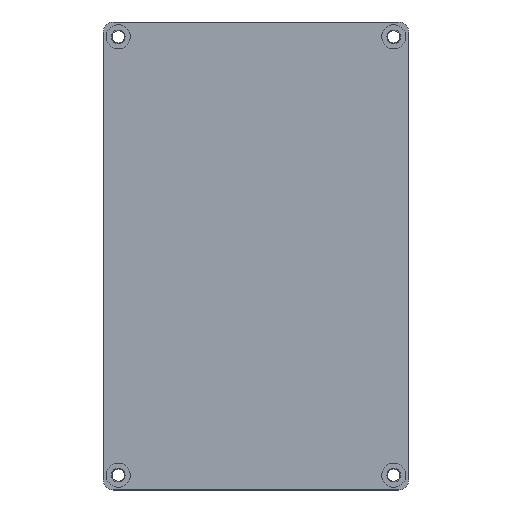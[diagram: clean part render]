
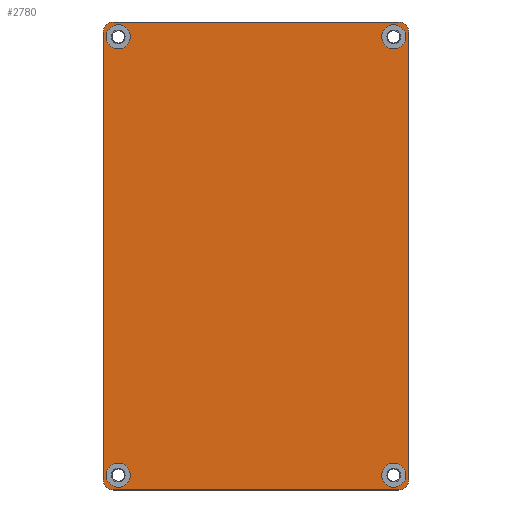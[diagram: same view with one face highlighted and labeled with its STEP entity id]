
A CAD part, front view. The second image highlights one B-rep face of the part: STEP entity #2780.
In plain terms, the highlighted planar face has unit normal (0, -1, 0).
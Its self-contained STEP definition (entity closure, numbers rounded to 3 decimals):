
#39=FACE_BOUND('',#461,.T.);
#40=FACE_BOUND('',#462,.T.);
#41=FACE_BOUND('',#463,.T.);
#42=FACE_BOUND('',#464,.T.);
#82=CIRCLE('',#2949,2.5);
#90=CIRCLE('',#2960,2.5);
#91=CIRCLE('',#2962,2.5);
#92=CIRCLE('',#2965,2.5);
#94=CIRCLE('',#2973,3.);
#96=CIRCLE('',#2976,3.);
#98=CIRCLE('',#2979,3.);
#100=CIRCLE('',#2982,3.);
#309=FACE_OUTER_BOUND('',#460,.T.);
#460=EDGE_LOOP('',(#1967,#1968,#1969,#1970,#1971,#1972,#1973,#1974));
#461=EDGE_LOOP('',(#1975));
#462=EDGE_LOOP('',(#1976));
#463=EDGE_LOOP('',(#1977));
#464=EDGE_LOOP('',(#1978));
#648=LINE('',#4155,#921);
#654=LINE('',#4170,#927);
#670=LINE('',#4220,#943);
#671=LINE('',#4222,#944);
#921=VECTOR('',#3287,10.);
#927=VECTOR('',#3303,10.);
#943=VECTOR('',#3361,10.);
#944=VECTOR('',#3364,10.);
#1184=VERTEX_POINT('',#4116);
#1185=VERTEX_POINT('',#4118);
#1200=VERTEX_POINT('',#4154);
#1201=VERTEX_POINT('',#4159);
#1202=VERTEX_POINT('',#4163);
#1203=VERTEX_POINT('',#4165);
#1204=VERTEX_POINT('',#4169);
#1205=VERTEX_POINT('',#4173);
#1211=VERTEX_POINT('',#4197);
#1213=VERTEX_POINT('',#4203);
#1215=VERTEX_POINT('',#4209);
#1217=VERTEX_POINT('',#4215);
#1458=EDGE_CURVE('',#1184,#1185,#82,.T.);
#1477=EDGE_CURVE('',#1200,#1185,#648,.T.);
#1480=EDGE_CURVE('',#1200,#1201,#90,.T.);
#1483=EDGE_CURVE('',#1202,#1203,#91,.T.);
#1485=EDGE_CURVE('',#1204,#1203,#654,.T.);
#1487=EDGE_CURVE('',#1204,#1205,#92,.T.);
#1500=EDGE_CURVE('',#1211,#1211,#94,.T.);
#1503=EDGE_CURVE('',#1213,#1213,#96,.T.);
#1506=EDGE_CURVE('',#1215,#1215,#98,.T.);
#1509=EDGE_CURVE('',#1217,#1217,#100,.T.);
#1510=EDGE_CURVE('',#1202,#1201,#670,.T.);
#1511=EDGE_CURVE('',#1184,#1205,#671,.T.);
#1967=ORIENTED_EDGE('',*,*,#1458,.F.);
#1968=ORIENTED_EDGE('',*,*,#1511,.T.);
#1969=ORIENTED_EDGE('',*,*,#1487,.F.);
#1970=ORIENTED_EDGE('',*,*,#1485,.T.);
#1971=ORIENTED_EDGE('',*,*,#1483,.F.);
#1972=ORIENTED_EDGE('',*,*,#1510,.T.);
#1973=ORIENTED_EDGE('',*,*,#1480,.F.);
#1974=ORIENTED_EDGE('',*,*,#1477,.T.);
#1975=ORIENTED_EDGE('',*,*,#1509,.F.);
#1976=ORIENTED_EDGE('',*,*,#1506,.F.);
#1977=ORIENTED_EDGE('',*,*,#1503,.F.);
#1978=ORIENTED_EDGE('',*,*,#1500,.F.);
#2694=PLANE('',#2986);
#2780=ADVANCED_FACE('',(#309,#39,#40,#41,#42),#2694,.F.);
#2949=AXIS2_PLACEMENT_3D('',#4119,#3256,#3257);
#2960=AXIS2_PLACEMENT_3D('',#4160,#3292,#3293);
#2962=AXIS2_PLACEMENT_3D('',#4166,#3298,#3299);
#2965=AXIS2_PLACEMENT_3D('',#4174,#3307,#3308);
#2973=AXIS2_PLACEMENT_3D('',#4199,#3334,#3335);
#2976=AXIS2_PLACEMENT_3D('',#4205,#3341,#3342);
#2979=AXIS2_PLACEMENT_3D('',#4211,#3348,#3349);
#2982=AXIS2_PLACEMENT_3D('',#4217,#3355,#3356);
#2986=AXIS2_PLACEMENT_3D('',#4223,#3365,#3366);
#3256=DIRECTION('center_axis',(0.,1.,0.));
#3257=DIRECTION('ref_axis',(0.707,0.,-0.707));
#3287=DIRECTION('',(1.,0.,0.));
#3292=DIRECTION('center_axis',(0.,1.,0.));
#3293=DIRECTION('ref_axis',(-0.707,0.,-0.707));
#3298=DIRECTION('center_axis',(0.,1.,0.));
#3299=DIRECTION('ref_axis',(-0.707,0.,0.707));
#3303=DIRECTION('',(-1.,0.,0.));
#3307=DIRECTION('center_axis',(0.,1.,0.));
#3308=DIRECTION('ref_axis',(0.707,0.,0.707));
#3334=DIRECTION('center_axis',(0.,-1.,0.));
#3335=DIRECTION('ref_axis',(1.,0.,0.));
#3341=DIRECTION('center_axis',(0.,-1.,0.));
#3342=DIRECTION('ref_axis',(1.,0.,0.));
#3348=DIRECTION('center_axis',(0.,-1.,0.));
#3349=DIRECTION('ref_axis',(1.,0.,0.));
#3355=DIRECTION('center_axis',(0.,-1.,0.));
#3356=DIRECTION('ref_axis',(1.,0.,0.));
#3361=DIRECTION('',(0.,0.,-1.));
#3364=DIRECTION('',(0.,0.,1.));
#3365=DIRECTION('center_axis',(0.,1.,0.));
#3366=DIRECTION('ref_axis',(1.,0.,0.));
#4116=CARTESIAN_POINT('',(68.,0.,-106.02));
#4118=CARTESIAN_POINT('',(65.5,0.,-108.52));
#4119=CARTESIAN_POINT('Origin',(65.5,0.,-106.02));
#4154=CARTESIAN_POINT('',(-5.5,0.,-108.52));
#4155=CARTESIAN_POINT('',(-8.,0.,-108.52));
#4159=CARTESIAN_POINT('',(-8.,0.,-106.02));
#4160=CARTESIAN_POINT('Origin',(-5.5,0.,-106.02));
#4163=CARTESIAN_POINT('',(-8.,0.,5.5));
#4165=CARTESIAN_POINT('',(-5.5,0.,8.));
#4166=CARTESIAN_POINT('Origin',(-5.5,0.,5.5));
#4169=CARTESIAN_POINT('',(65.5,0.,8.));
#4170=CARTESIAN_POINT('',(68.,0.,8.));
#4173=CARTESIAN_POINT('',(68.,0.,5.5));
#4174=CARTESIAN_POINT('Origin',(65.5,0.,5.5));
#4197=CARTESIAN_POINT('',(61.3,0.,4.3));
#4199=CARTESIAN_POINT('Origin',(64.3,0.,4.3));
#4203=CARTESIAN_POINT('',(-7.3,0.,4.3));
#4205=CARTESIAN_POINT('Origin',(-4.3,0.,4.3));
#4209=CARTESIAN_POINT('',(-7.3,0.,-104.82));
#4211=CARTESIAN_POINT('Origin',(-4.3,0.,-104.82));
#4215=CARTESIAN_POINT('',(61.3,0.,-104.82));
#4217=CARTESIAN_POINT('Origin',(64.3,0.,-104.82));
#4220=CARTESIAN_POINT('',(-8.,0.,8.));
#4222=CARTESIAN_POINT('',(68.,0.,-108.52));
#4223=CARTESIAN_POINT('Origin',(30.,0.,-50.26));
